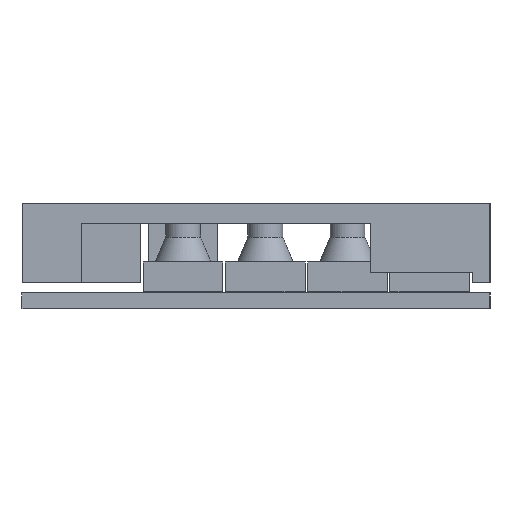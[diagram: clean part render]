
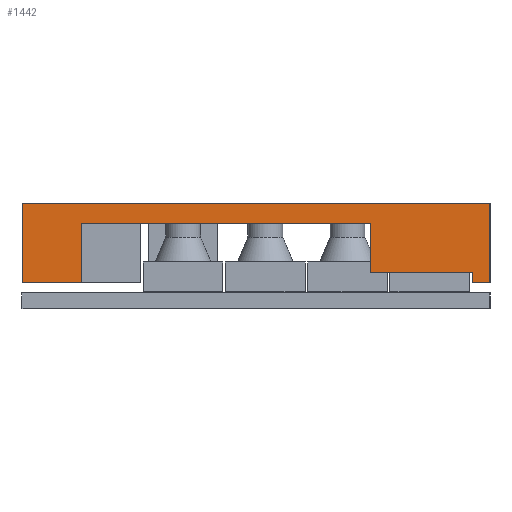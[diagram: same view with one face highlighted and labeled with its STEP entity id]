
A CAD part, left-side view. The second image highlights one B-rep face of the part: STEP entity #1442.
In plain terms, the highlighted planar face has unit normal (-1, 0, 0).
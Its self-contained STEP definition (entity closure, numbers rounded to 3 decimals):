
#1442=ADVANCED_FACE('',(#6825),#6827,.T.);
#6825=FACE_BOUND('',#6826,.T.);
#6826=EDGE_LOOP('',(#11007,#11008,#11009,#11010,#11011,#11012,#11013,#11014,#11015,
#11016));
#6827=PLANE('',#6828);
#6828=AXIS2_PLACEMENT_3D('',#6829,#6830,#6831);
#6829=CARTESIAN_POINT('',(-43.815,23.495,8.));
#6830=DIRECTION('',(-1.,0.,0.));
#6831=DIRECTION('',(0.,-1.,0.));
#11007=ORIENTED_EDGE('',*,*,#12778,.T.);
#11008=ORIENTED_EDGE('',*,*,#12786,.F.);
#11009=ORIENTED_EDGE('',*,*,#12803,.F.);
#11010=ORIENTED_EDGE('',*,*,#12804,.F.);
#11011=ORIENTED_EDGE('',*,*,#12805,.T.);
#11012=ORIENTED_EDGE('',*,*,#12806,.F.);
#11013=ORIENTED_EDGE('',*,*,#12807,.F.);
#11014=ORIENTED_EDGE('',*,*,#12808,.F.);
#11015=ORIENTED_EDGE('',*,*,#12809,.T.);
#11016=ORIENTED_EDGE('',*,*,#12810,.T.);
#12778=EDGE_CURVE('',#13686,#13684,#13687,.F.);
#12786=EDGE_CURVE('',#13698,#13684,#13700,.T.);
#12803=EDGE_CURVE('',#13728,#13698,#13729,.T.);
#12804=EDGE_CURVE('',#13730,#13728,#13731,.T.);
#12805=EDGE_CURVE('',#13730,#13732,#13733,.T.);
#12806=EDGE_CURVE('',#13734,#13732,#13735,.T.);
#12807=EDGE_CURVE('',#13736,#13734,#13737,.T.);
#12808=EDGE_CURVE('',#13738,#13736,#13739,.T.);
#12809=EDGE_CURVE('',#13738,#13740,#13741,.T.);
#12810=EDGE_CURVE('',#13740,#13686,#13742,.T.);
#13684=VERTEX_POINT('',#15272);
#13686=VERTEX_POINT('',#15276);
#13687=LINE('',#15277,#15278);
#13698=VERTEX_POINT('',#15302);
#13700=LINE('',#15306,#15307);
#13728=VERTEX_POINT('',#15368);
#13729=LINE('',#15369,#15370);
#13730=VERTEX_POINT('',#15372);
#13731=LINE('',#15373,#15374);
#13732=VERTEX_POINT('',#15376);
#13733=LINE('',#15377,#15378);
#13734=VERTEX_POINT('',#15380);
#13735=LINE('',#15381,#15382);
#13736=VERTEX_POINT('',#15384);
#13737=LINE('',#15385,#15386);
#13738=VERTEX_POINT('',#15388);
#13739=LINE('',#15389,#15390);
#13740=VERTEX_POINT('',#15392);
#13741=LINE('',#15393,#15394);
#13742=LINE('',#15396,#15397);
#15272=CARTESIAN_POINT('',(-43.815,-21.745,1.));
#15276=CARTESIAN_POINT('',(-43.815,-21.745,2.));
#15277=CARTESIAN_POINT('',(-43.815,-21.745,1.));
#15278=VECTOR('',#15279,1.);
#15279=DIRECTION('',(0.,0.,1.));
#15302=CARTESIAN_POINT('',(-43.815,-23.495,1.));
#15306=CARTESIAN_POINT('',(-43.815,-23.495,1.));
#15307=VECTOR('',#15308,1.);
#15308=DIRECTION('',(0.,1.,0.));
#15368=CARTESIAN_POINT('',(-43.815,-23.495,9.));
#15369=CARTESIAN_POINT('',(-43.815,-23.495,9.));
#15370=VECTOR('',#15371,1.);
#15371=DIRECTION('',(0.,0.,-1.));
#15372=CARTESIAN_POINT('',(-43.815,23.495,9.));
#15373=CARTESIAN_POINT('',(-43.815,23.495,9.));
#15374=VECTOR('',#15375,1.);
#15375=DIRECTION('',(0.,-1.,0.));
#15376=CARTESIAN_POINT('',(-43.815,23.495,1.));
#15377=CARTESIAN_POINT('',(-43.815,23.495,9.));
#15378=VECTOR('',#15379,1.);
#15379=DIRECTION('',(0.,0.,-1.));
#15380=CARTESIAN_POINT('',(-43.815,17.495,1.));
#15381=CARTESIAN_POINT('',(-43.815,17.495,1.));
#15382=VECTOR('',#15383,1.);
#15383=DIRECTION('',(0.,1.,0.));
#15384=CARTESIAN_POINT('',(-43.815,17.495,7.));
#15385=CARTESIAN_POINT('',(-43.815,17.495,7.));
#15386=VECTOR('',#15387,1.);
#15387=DIRECTION('',(0.,0.,-1.));
#15388=CARTESIAN_POINT('',(-43.815,-11.495,7.));
#15389=CARTESIAN_POINT('',(-43.815,-11.495,7.));
#15390=VECTOR('',#15391,1.);
#15391=DIRECTION('',(0.,1.,0.));
#15392=CARTESIAN_POINT('',(-43.815,-11.495,2.));
#15393=CARTESIAN_POINT('',(-43.815,-11.495,7.));
#15394=VECTOR('',#15395,1.);
#15395=DIRECTION('',(0.,0.,-1.));
#15396=CARTESIAN_POINT('',(-43.815,-11.495,2.));
#15397=VECTOR('',#15398,1.);
#15398=DIRECTION('',(0.,-1.,0.));
